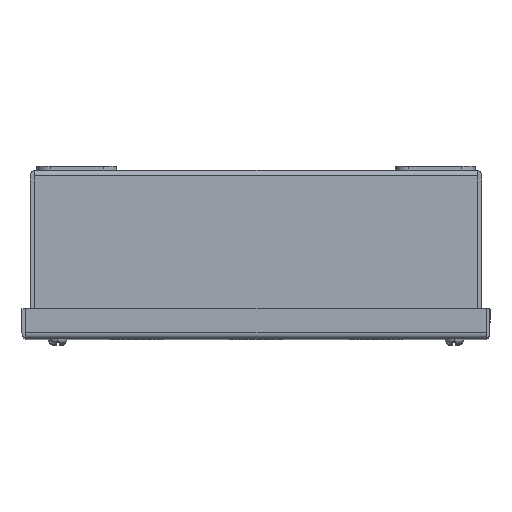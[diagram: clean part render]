
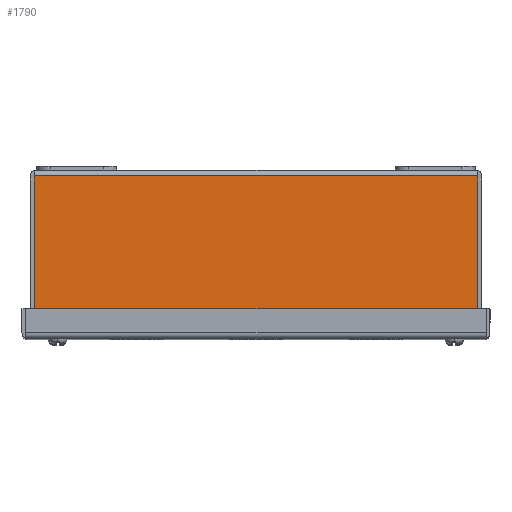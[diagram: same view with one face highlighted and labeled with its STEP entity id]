
A CAD part, top view. The second image highlights one B-rep face of the part: STEP entity #1790.
In plain terms, the highlighted planar face has unit normal (0, 0, 1).
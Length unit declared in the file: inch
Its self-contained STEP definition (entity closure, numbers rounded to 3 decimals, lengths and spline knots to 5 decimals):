
#108 = ORIENTED_EDGE ( 'NONE', *, *, #6234, .F. ) ;
#414 = EDGE_CURVE ( 'NONE', #10875, #18907, #21412, .T. ) ;
#984 = DIRECTION ( 'NONE',  ( 0., 1., 0. ) ) ;
#1262 = ORIENTED_EDGE ( 'NONE', *, *, #414, .F. ) ;
#1790 = ADVANCED_FACE ( 'NONE', ( #2887 ), #3253, .F. ) ;
#2130 = ORIENTED_EDGE ( 'NONE', *, *, #23537, .F. ) ;
#2887 = FACE_OUTER_BOUND ( 'NONE', #23915, .T. ) ;
#3079 = VECTOR ( 'NONE', #10393, 39.37008 ) ;
#3134 = DIRECTION ( 'NONE',  ( 0., 0., -1. ) ) ;
#3253 = PLANE ( 'NONE',  #5434 ) ;
#4271 = CARTESIAN_POINT ( 'NONE',  ( -4.142, -0.108, 5.875 ) ) ;
#4719 = CARTESIAN_POINT ( 'NONE',  ( -4.17721, -0.108, 5.875 ) ) ;
#5434 = AXIS2_PLACEMENT_3D ( 'NONE', #20038, #3134, #984 ) ;
#5837 = CARTESIAN_POINT ( 'NONE',  ( -4.17721, 39.37008, 5.875 ) ) ;
#5896 = VECTOR ( 'NONE', #21215, 39.37008 ) ;
#5905 = DIRECTION ( 'NONE',  ( 1., 0., 0. ) ) ;
#5962 = LINE ( 'NONE', #24639, #5896 ) ;
#6098 = VECTOR ( 'NONE', #5905, 39.37008 ) ;
#6234 = EDGE_CURVE ( 'NONE', #18907, #18937, #5962, .T. ) ;
#6458 = VECTOR ( 'NONE', #22732, 39.37008 ) ;
#7362 = LINE ( 'NONE', #5837, #6458 ) ;
#10393 = DIRECTION ( 'NONE',  ( -1., 0., 0. ) ) ;
#10875 = VERTEX_POINT ( 'NONE', #4719 ) ;
#12535 = LINE ( 'NONE', #20221, #3079 ) ;
#13428 = CARTESIAN_POINT ( 'NONE',  ( -4.17721, -2.892, 5.875 ) ) ;
#14884 = CARTESIAN_POINT ( 'NONE',  ( 4.17721, -2.892, 5.875 ) ) ;
#18907 = VERTEX_POINT ( 'NONE', #24445 ) ;
#18937 = VERTEX_POINT ( 'NONE', #14884 ) ;
#20038 = CARTESIAN_POINT ( 'NONE',  ( 29.156, 0., 5.875 ) ) ;
#20221 = CARTESIAN_POINT ( 'NONE',  ( -4.17721, -2.892, 5.875 ) ) ;
#21215 = DIRECTION ( 'NONE',  ( 0., -1., 0. ) ) ;
#21412 = LINE ( 'NONE', #4271, #6098 ) ;
#22186 = ORIENTED_EDGE ( 'NONE', *, *, #23178, .T. ) ;
#22732 = DIRECTION ( 'NONE',  ( 0., -1., 0. ) ) ;
#23178 = EDGE_CURVE ( 'NONE', #10875, #23255, #7362, .T. ) ;
#23255 = VERTEX_POINT ( 'NONE', #13428 ) ;
#23537 = EDGE_CURVE ( 'NONE', #18937, #23255, #12535, .T. ) ;
#23915 = EDGE_LOOP ( 'NONE', ( #2130, #108, #1262, #22186 ) ) ;
#24445 = CARTESIAN_POINT ( 'NONE',  ( 4.17721, -0.108, 5.875 ) ) ;
#24639 = CARTESIAN_POINT ( 'NONE',  ( 4.17721, 39.37008, 5.875 ) ) ;
